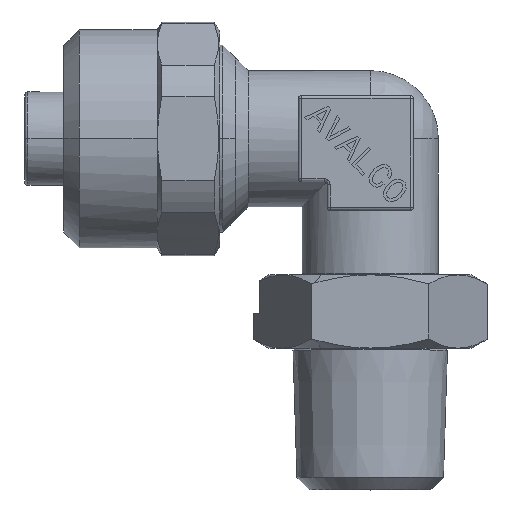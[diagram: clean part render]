
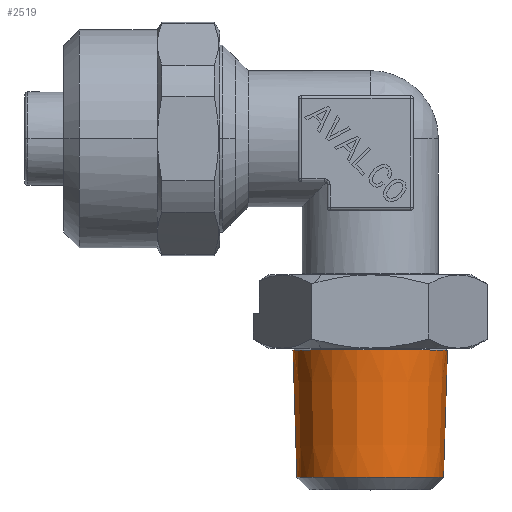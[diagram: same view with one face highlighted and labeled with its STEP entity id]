
A CAD part, top view. The second image highlights one B-rep face of the part: STEP entity #2519.
In plain terms, the highlighted conical face has half-angle 1.78 degrees and reference radius 4.827 mm.
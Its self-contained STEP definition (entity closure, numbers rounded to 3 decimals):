
#2463=CARTESIAN_POINT('Axis2P3D Location',(0.,-21.728,0.)) ;
#2467=CARTESIAN_POINT('Vertex',(4.701,-21.728,0.)) ;
#2469=CARTESIAN_POINT('Vertex',(-4.701,-21.728,0.)) ;
#2489=CARTESIAN_POINT('Axis2P3D Location',(0.,-17.643,0.)) ;
#2494=CARTESIAN_POINT('Line Origine',(-15533.346,499663.418,0.)) ;
#2498=CARTESIAN_POINT('Vertex',(-4.954,-13.558,0.)) ;
#2501=CARTESIAN_POINT('Line Origine',(15533.346,499663.418,0.)) ;
#2505=CARTESIAN_POINT('Vertex',(4.954,-13.558,0.)) ;
#2508=CARTESIAN_POINT('Axis2P3D Location',(0.,-13.558,0.)) ;
#2464=DIRECTION('Axis2P3D Direction',(-0.,1.,0.)) ;
#2490=DIRECTION('Axis2P3D Direction',(0.,1.,0.)) ;
#2491=DIRECTION('Axis2P3D XDirection',(-1.,0.,0.)) ;
#2495=DIRECTION('Vector Direction',(-0.031,1.,0.)) ;
#2502=DIRECTION('Vector Direction',(0.031,1.,0.)) ;
#2509=DIRECTION('Axis2P3D Direction',(-0.,1.,0.)) ;
#2465=AXIS2_PLACEMENT_3D('Circle Axis2P3D',#2463,#2464,$) ;
#2492=AXIS2_PLACEMENT_3D('Cone Axis2P3D',#2489,#2490,#2491) ;
#2510=AXIS2_PLACEMENT_3D('Circle Axis2P3D',#2508,#2509,$) ;
#2514=ORIENTED_EDGE('',*,*,#2500,.T.) ;
#2515=ORIENTED_EDGE('',*,*,#2471,.F.) ;
#2516=ORIENTED_EDGE('',*,*,#2507,.F.) ;
#2517=ORIENTED_EDGE('',*,*,#2512,.T.) ;
#2496=VECTOR('Line Direction',#2495,1.) ;
#2503=VECTOR('Line Direction',#2502,1.) ;
#2519=ADVANCED_FACE('BN505-58R18',(#2518),#2493,.T.) ;
#2466=CIRCLE('generated circle',#2465,4.701) ;
#2511=CIRCLE('generated circle',#2510,4.954) ;
#2493=CONICAL_SURFACE('Cone',#2492,4.827,0.031) ;
#2471=EDGE_CURVE('',#2468,#2470,#2466,.F.) ;
#2500=EDGE_CURVE('',#2499,#2470,#2497,.F.) ;
#2507=EDGE_CURVE('',#2506,#2468,#2504,.F.) ;
#2512=EDGE_CURVE('',#2506,#2499,#2511,.F.) ;
#2513=EDGE_LOOP('',(#2514,#2515,#2516,#2517)) ;
#2518=FACE_OUTER_BOUND('',#2513,.T.) ;
#2497=LINE('Line',#2494,#2496) ;
#2504=LINE('Line',#2501,#2503) ;
#2468=VERTEX_POINT('',#2467) ;
#2470=VERTEX_POINT('',#2469) ;
#2499=VERTEX_POINT('',#2498) ;
#2506=VERTEX_POINT('',#2505) ;
